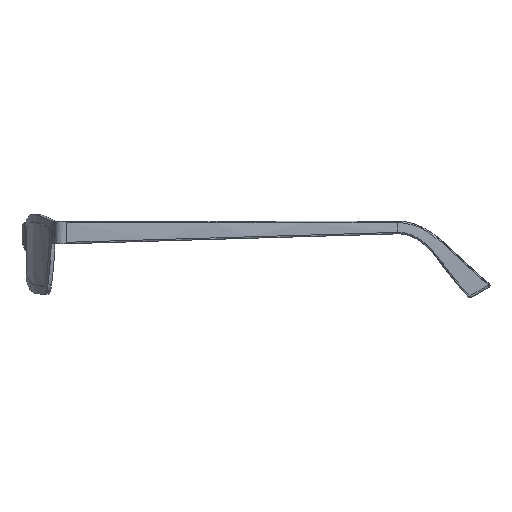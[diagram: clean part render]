
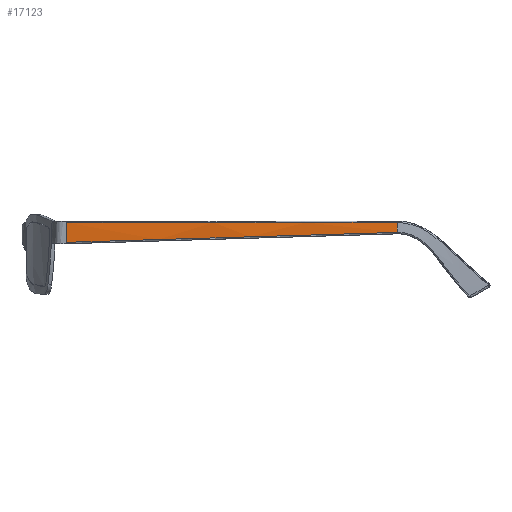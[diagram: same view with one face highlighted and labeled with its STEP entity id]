
A CAD part, left-side view. The second image highlights one B-rep face of the part: STEP entity #17123.
In plain terms, the highlighted free-form (B-spline) face has degree [3, 1] with [5, 2] control points.
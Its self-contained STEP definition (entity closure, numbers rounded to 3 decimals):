
#13910 = VERTEX_POINT('',#13911);
#13911 = CARTESIAN_POINT('',(-445.308,80.544,
    82.879));
#13948 = EDGE_CURVE('',#13949,#13910,#13951,.T.);
#13949 = VERTEX_POINT('',#13950);
#13950 = CARTESIAN_POINT('',(-445.314,80.541,
    94.752));
#13951 = B_SPLINE_CURVE_WITH_KNOTS('',1,(#13952,#13953),.UNSPECIFIED.,
  .F.,.F.,(2,2),(1.243,9.662),
  .PIECEWISE_BEZIER_KNOTS.);
#13952 = CARTESIAN_POINT('',(-445.314,80.541,
    94.752));
#13953 = CARTESIAN_POINT('',(-445.308,80.539,
    82.879));
#15600 = EDGE_CURVE('',#13910,#15601,#15603,.T.);
#15601 = VERTEX_POINT('',#15602);
#15602 = CARTESIAN_POINT('',(-432.387,476.309,
    71.05));
#15603 = B_SPLINE_CURVE_WITH_KNOTS('',3,(#15604,#15605,#15606,#15607,
    #15608,#15609,#15610,#15611,#15612,#15613,#15614,#15615,#15616,
    #15617,#15618,#15619,#15620,#15621,#15622,#15623,#15624,#15625,
    #15626,#15627,#15628),.UNSPECIFIED.,.F.,.F.,(4,3,3,3,3,3,3,3,4),(
    -0.068,-0.056,-0.045,
    -0.038,-0.034,-0.03,
    -0.023,-0.011,-0.),.UNSPECIFIED.);
#15604 = CARTESIAN_POINT('',(-445.308,80.55,
    82.879));
#15605 = CARTESIAN_POINT('',(-445.827,102.887,
    82.212));
#15606 = CARTESIAN_POINT('',(-446.346,125.229,
    81.544));
#15607 = CARTESIAN_POINT('',(-446.722,147.576,
    80.877));
#15608 = CARTESIAN_POINT('',(-447.087,169.247,
    80.23));
#15609 = CARTESIAN_POINT('',(-447.317,190.921,
    79.582));
#15610 = CARTESIAN_POINT('',(-447.282,212.603,
    78.935));
#15611 = CARTESIAN_POINT('',(-447.26,226.154,
    78.53));
#15612 = CARTESIAN_POINT('',(-447.134,239.707,
    78.125));
#15613 = CARTESIAN_POINT('',(-446.872,253.259,
    77.72));
#15614 = CARTESIAN_POINT('',(-446.708,261.728,
    77.467));
#15615 = CARTESIAN_POINT('',(-446.491,270.197,
    77.214));
#15616 = CARTESIAN_POINT('',(-446.214,278.664,
    76.961));
#15617 = CARTESIAN_POINT('',(-445.936,287.131,
    76.708));
#15618 = CARTESIAN_POINT('',(-445.598,295.595,
    76.455));
#15619 = CARTESIAN_POINT('',(-445.207,304.056,
    76.203));
#15620 = CARTESIAN_POINT('',(-444.582,317.594,
    75.798));
#15621 = CARTESIAN_POINT('',(-443.822,331.125,
    75.394));
#15622 = CARTESIAN_POINT('',(-442.96,344.648,
    74.989));
#15623 = CARTESIAN_POINT('',(-441.58,366.286,
    74.342));
#15624 = CARTESIAN_POINT('',(-439.937,387.906,
    73.696));
#15625 = CARTESIAN_POINT('',(-438.161,409.511,
    73.049));
#15626 = CARTESIAN_POINT('',(-436.33,431.792,
    72.382));
#15627 = CARTESIAN_POINT('',(-434.358,454.054,
    71.716));
#15628 = CARTESIAN_POINT('',(-432.387,476.309,
    71.05));
#16042 = EDGE_CURVE('',#16043,#15601,#16045,.T.);
#16043 = VERTEX_POINT('',#16044);
#16044 = CARTESIAN_POINT('',(-432.4,476.314,
    94.679));
#16045 = B_SPLINE_CURVE_WITH_KNOTS('',1,(#16046,#16047),.UNSPECIFIED.,
  .F.,.F.,(2,2),(1.243,17.998),
  .PIECEWISE_BEZIER_KNOTS.);
#16046 = CARTESIAN_POINT('',(-432.4,476.314,
    94.679));
#16047 = CARTESIAN_POINT('',(-432.387,476.309,
    71.05));
#16098 = EDGE_CURVE('',#16043,#13949,#16099,.T.);
#16099 = B_SPLINE_CURVE_WITH_KNOTS('',3,(#16100,#16101,#16102,#16103,
    #16104,#16105,#16106,#16107,#16108,#16109,#16110,#16111,#16112,
    #16113,#16114,#16115,#16116,#16117,#16118,#16119,#16120,#16121),
  .UNSPECIFIED.,.F.,.F.,(4,2,2,2,2,2,2,2,2,2,4),(-0.068,
    -0.066,-0.058,-0.046,
    -0.039,-0.034,-0.029,
    -0.021,-0.009,-0.001,
    0.),.UNSPECIFIED.);
#16100 = CARTESIAN_POINT('',(-432.4,476.314,
    94.679));
#16101 = CARTESIAN_POINT('',(-432.697,472.957,
    94.679));
#16102 = CARTESIAN_POINT('',(-432.994,469.6,
    94.68));
#16103 = CARTESIAN_POINT('',(-434.752,449.719,
    94.683));
#16104 = CARTESIAN_POINT('',(-436.201,433.188,
    94.685));
#16105 = CARTESIAN_POINT('',(-439.423,394.587,
    94.692));
#16106 = CARTESIAN_POINT('',(-441.141,372.51,
    94.695));
#16107 = CARTESIAN_POINT('',(-443.506,336.606,
    94.701));
#16108 = CARTESIAN_POINT('',(-444.313,322.79,
    94.704));
#16109 = CARTESIAN_POINT('',(-445.478,298.804,
    94.708));
#16110 = CARTESIAN_POINT('',(-445.897,288.638,
    94.71));
#16111 = CARTESIAN_POINT('',(-446.562,268.298,
    94.713));
#16112 = CARTESIAN_POINT('',(-446.806,258.125,
    94.715));
#16113 = CARTESIAN_POINT('',(-447.229,232.819,
    94.72));
#16114 = CARTESIAN_POINT('',(-447.318,217.684,
    94.723));
#16115 = CARTESIAN_POINT('',(-447.238,178.342,
    94.731));
#16116 = CARTESIAN_POINT('',(-446.883,154.141,
    94.736));
#16117 = CARTESIAN_POINT('',(-446.111,115.038,
    94.745));
#16118 = CARTESIAN_POINT('',(-445.769,100.134,
    94.748));
#16119 = CARTESIAN_POINT('',(-445.387,83.668,
    94.751));
#16120 = CARTESIAN_POINT('',(-445.351,82.105,
    94.752));
#16121 = CARTESIAN_POINT('',(-445.314,80.541,
    94.752));
#17123 = ADVANCED_FACE('',(#17124),#17130,.T.);
#17124 = FACE_BOUND('',#17125,.T.);
#17125 = EDGE_LOOP('',(#17126,#17127,#17128,#17129));
#17126 = ORIENTED_EDGE('',*,*,#13948,.F.);
#17127 = ORIENTED_EDGE('',*,*,#16098,.F.);
#17128 = ORIENTED_EDGE('',*,*,#16042,.T.);
#17129 = ORIENTED_EDGE('',*,*,#15600,.F.);
#17130 = B_SPLINE_SURFACE_WITH_KNOTS('',3,1,(
    (#17131,#17132)
    ,(#17133,#17134)
    ,(#17135,#17136)
    ,(#17137,#17138)
    ,(#17139,#17140
    )),.UNSPECIFIED.,.F.,.F.,.F.,(4,1,4),(2,2),(-1.,-0.502,-0.)
  ,(1.243,17.998),.UNSPECIFIED.);
#17131 = CARTESIAN_POINT('',(-445.314,80.541,
    94.752));
#17132 = CARTESIAN_POINT('',(-445.302,80.536,
    71.124));
#17133 = CARTESIAN_POINT('',(-446.844,146.348,
    94.738));
#17134 = CARTESIAN_POINT('',(-446.831,146.344,
    71.109));
#17135 = CARTESIAN_POINT('',(-449.915,278.512,
    94.71));
#17136 = CARTESIAN_POINT('',(-449.903,278.507,
    71.081));
#17137 = CARTESIAN_POINT('',(-438.254,410.198,
    94.689));
#17138 = CARTESIAN_POINT('',(-438.242,410.193,
    71.06));
#17139 = CARTESIAN_POINT('',(-432.4,476.314,
    94.679));
#17140 = CARTESIAN_POINT('',(-432.387,476.309,
    71.05));
